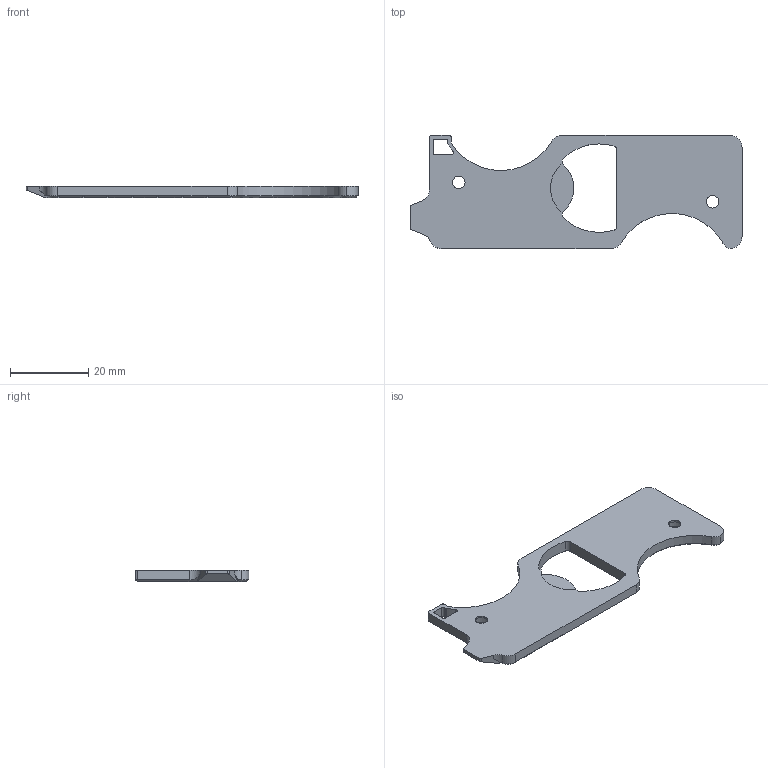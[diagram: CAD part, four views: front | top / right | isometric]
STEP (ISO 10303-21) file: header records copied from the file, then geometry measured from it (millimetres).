
FILE_DESCRIPTION(('Open CASCADE Model'),'2;1');
FILE_NAME('Open CASCADE Shape Model','2021-04-21T10:39:19',('Author'),( 'Open CASCADE'),'Open CASCADE STEP processor 7.4','Open CASCADE 7.4' ,'Unknown');
FILE_SCHEMA(('AUTOMOTIVE_DESIGN { 1 0 10303 214 1 1 1 1 }'));
Length unit declared in the file: millimetre
Products named in the file (1): Open CASCADE STEP translator 7.4 5
Bounding box: 85 x 29.02 x 3 mm (x, y, z)
Volume: 4831.6 mm3; surface area: 4463.1 mm2
Topology: 1 solids, 1 shells, 228 faces, 628 edges, 414 vertices
Faces by surface type: plane 123, cylinder 77, bspline 20, cone 8
Full cylindrical faces by diameter (mm): 3.2 x2, 6.2 x2
Entity records: 17461 total; most frequent: CARTESIAN_POINT 5289, DIRECTION 2186, LINE 1409, VECTOR 1409, ORIENTED_EDGE 1256, PCURVE 1256, DEFINITIONAL_REPRESENTATION 1256, EDGE_CURVE 628
